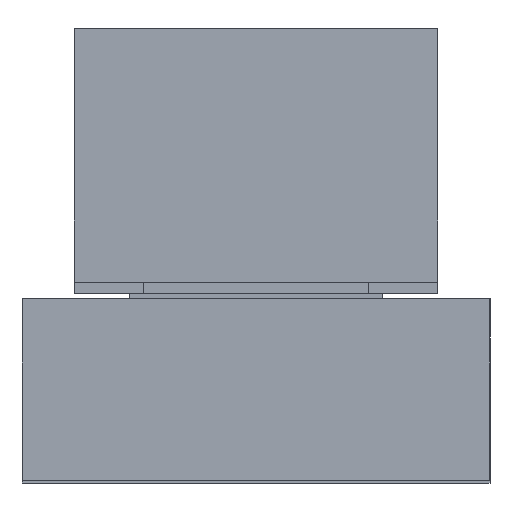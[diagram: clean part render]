
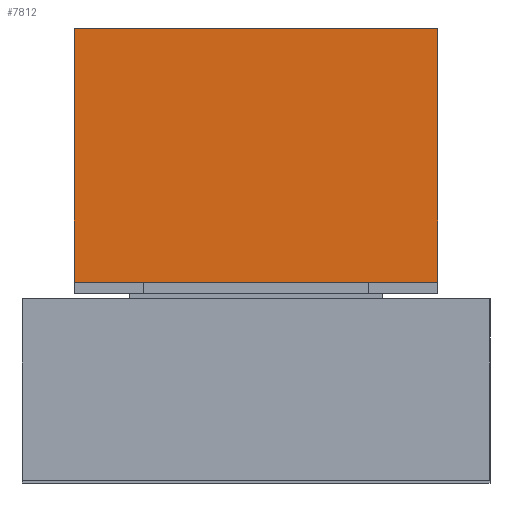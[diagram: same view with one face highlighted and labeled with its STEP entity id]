
A CAD part, left-side view. The second image highlights one B-rep face of the part: STEP entity #7812.
In plain terms, the highlighted planar face has unit normal (-1, 0, 0).
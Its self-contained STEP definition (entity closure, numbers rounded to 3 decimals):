
#7756=CARTESIAN_POINT('Vertex',(146.944,14.,73.063)) ;
#7759=CARTESIAN_POINT('Line Origine',(146.944,80.,73.063)) ;
#7763=CARTESIAN_POINT('Vertex',(146.944,146.,73.063)) ;
#7782=CARTESIAN_POINT('Axis2P3D Location',(146.944,14.,73.063)) ;
#7787=CARTESIAN_POINT('Line Origine',(146.944,14.,119.063)) ;
#7791=CARTESIAN_POINT('Vertex',(146.944,14.,165.063)) ;
#7794=CARTESIAN_POINT('Line Origine',(146.944,80.,165.063)) ;
#7798=CARTESIAN_POINT('Vertex',(146.944,146.,165.063)) ;
#7801=CARTESIAN_POINT('Line Origine',(146.944,146.,119.063)) ;
#7760=DIRECTION('Vector Direction',(0.,1.,0.)) ;
#7783=DIRECTION('Axis2P3D Direction',(1.,0.,0.)) ;
#7784=DIRECTION('Axis2P3D XDirection',(0.,1.,0.)) ;
#7788=DIRECTION('Vector Direction',(0.,0.,-1.)) ;
#7795=DIRECTION('Vector Direction',(0.,-1.,0.)) ;
#7802=DIRECTION('Vector Direction',(0.,0.,1.)) ;
#7785=AXIS2_PLACEMENT_3D('Plane Axis2P3D',#7782,#7783,#7784) ;
#7807=ORIENTED_EDGE('',*,*,#7793,.F.) ;
#7808=ORIENTED_EDGE('',*,*,#7800,.F.) ;
#7809=ORIENTED_EDGE('',*,*,#7805,.F.) ;
#7810=ORIENTED_EDGE('',*,*,#7765,.F.) ;
#7761=VECTOR('Line Direction',#7760,1.) ;
#7789=VECTOR('Line Direction',#7788,1.) ;
#7796=VECTOR('Line Direction',#7795,1.) ;
#7803=VECTOR('Line Direction',#7802,1.) ;
#7812=ADVANCED_FACE('CU_CRCS-15000_1.1\\PartBody',(#7811),#7786,.F.) ;
#7765=EDGE_CURVE('',#7757,#7764,#7762,.T.) ;
#7793=EDGE_CURVE('',#7792,#7757,#7790,.T.) ;
#7800=EDGE_CURVE('',#7799,#7792,#7797,.T.) ;
#7805=EDGE_CURVE('',#7764,#7799,#7804,.T.) ;
#7806=EDGE_LOOP('',(#7807,#7808,#7809,#7810)) ;
#7811=FACE_OUTER_BOUND('',#7806,.T.) ;
#7762=LINE('Line',#7759,#7761) ;
#7790=LINE('Line',#7787,#7789) ;
#7797=LINE('Line',#7794,#7796) ;
#7804=LINE('Line',#7801,#7803) ;
#7786=PLANE('Plane',#7785) ;
#7757=VERTEX_POINT('',#7756) ;
#7764=VERTEX_POINT('',#7763) ;
#7792=VERTEX_POINT('',#7791) ;
#7799=VERTEX_POINT('',#7798) ;
